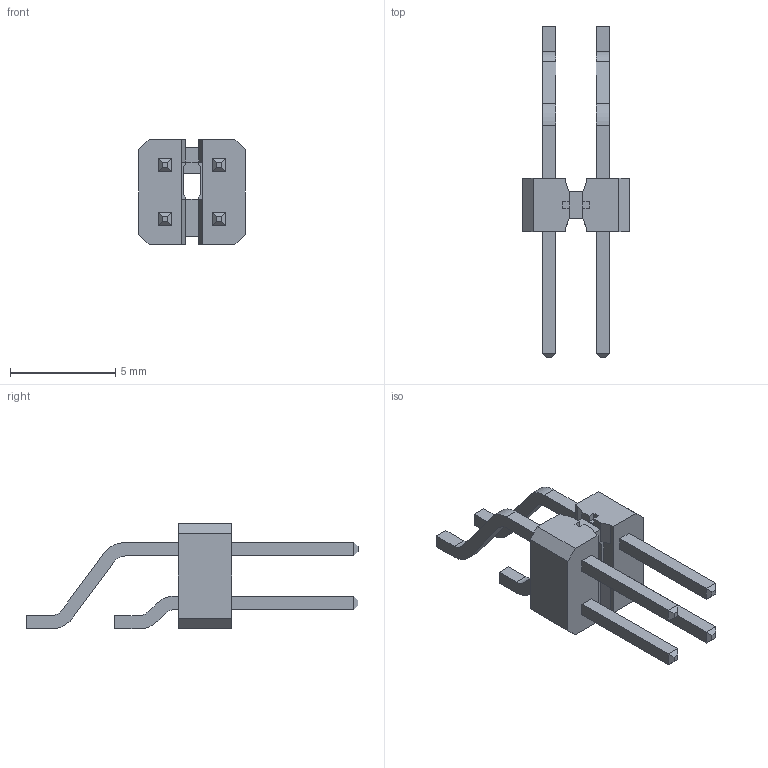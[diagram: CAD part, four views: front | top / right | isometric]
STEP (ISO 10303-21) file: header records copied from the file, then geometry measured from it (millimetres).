
FILE_DESCRIPTION(/* description */ (''),/* implementation_level */ '2;1');
FILE_NAME(/* name */ 'TSM-102-01-T-DH.step',/* time_stamp */ '2019-11-18T16:33:57-05:00',/* author */ (''),/* organization */ (''),/* preprocessor_version */ 'ST-DEVELOPER v18',/* originating_system */ 'Autodesk Translation Framework v8.12.0.6',/* authorisation */ '');
FILE_SCHEMA (('AUTOMOTIVE_DESIGN { 1 0 10303 214 3 1 1 }'));
Length unit declared in the file: millimetre
Products named in the file (3): TSM-102-01-T-DH; _TSM-102-01-DH_body; _T-1S6-09(-01-2-DH)
Assembly tree (2 placements, depth 2):
  TSM-102-01-T-DH
    _TSM-102-01-DH_body
    _T-1S6-09(-01-2-DH)
Bounding box: 5.08 x 15.79 x 5.03 mm (x, y, z)
Volume: 75 mm3; surface area: 302.1 mm2
Topology: 2 solids, 2 shells, 184 faces, 492 edges, 320 vertices
Faces by surface type: plane 166, cylinder 18
Entity records: 5834 total; most frequent: CARTESIAN_POINT 1002, ORIENTED_EDGE 984, DIRECTION 908, EDGE_CURVE 492, LINE 456, VECTOR 456, VERTEX_POINT 320, AXIS2_PLACEMENT_3D 226
